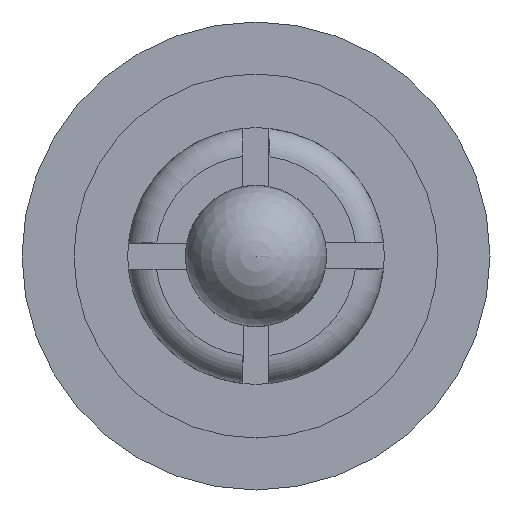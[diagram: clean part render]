
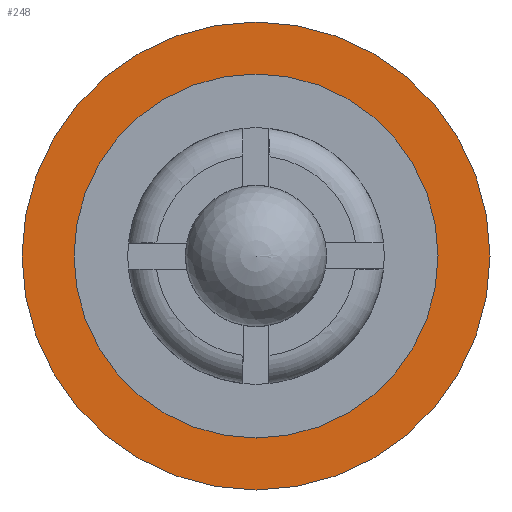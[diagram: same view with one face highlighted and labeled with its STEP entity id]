
A CAD part, front view. The second image highlights one B-rep face of the part: STEP entity #248.
In plain terms, the highlighted planar face has unit normal (0, -1, 0).
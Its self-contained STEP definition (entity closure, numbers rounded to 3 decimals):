
#47 = EDGE_CURVE ( 'NONE', #193, #196, #624, .T. ) ;
#154 = ORIENTED_EDGE ( 'NONE', *, *, #247, .T. ) ;
#193 = VERTEX_POINT ( 'NONE', #756 ) ;
#195 = EDGE_CURVE ( 'NONE', #196, #193, #755, .T. ) ;
#196 = VERTEX_POINT ( 'NONE', #750 ) ;
#205 = VERTEX_POINT ( 'NONE', #727 ) ;
#207 = EDGE_CURVE ( 'NONE', #208, #205, #726, .T. ) ;
#208 = VERTEX_POINT ( 'NONE', #721 ) ;
#247 = EDGE_CURVE ( 'NONE', #205, #208, #1139, .T. ) ;
#248 = ADVANCED_FACE ( 'NONE', ( #1134, #1133 ), #1132, .T. ) ;
#249 = EDGE_LOOP ( 'NONE', ( #250, #251 ) ) ;
#250 = ORIENTED_EDGE ( 'NONE', *, *, #195, .T. ) ;
#251 = ORIENTED_EDGE ( 'NONE', *, *, #47, .T. ) ;
#621 = DIRECTION ( 'NONE',  ( 0., 0., -1. ) ) ;
#622 = DIRECTION ( 'NONE',  ( 0., 1., 0. ) ) ;
#623 = AXIS2_PLACEMENT_3D ( 'NONE', #642, #622, #621 ) ;
#624 = CIRCLE ( 'NONE', #623, 2.489 ) ;
#627 = EDGE_LOOP ( 'NONE', ( #628, #154 ) ) ;
#628 = ORIENTED_EDGE ( 'NONE', *, *, #207, .T. ) ;
#642 = CARTESIAN_POINT ( 'NONE',  ( -0.085, 7.568, -0.113 ) ) ;
#721 = CARTESIAN_POINT ( 'NONE',  ( -0.085, 7.568, -3.314 ) ) ;
#722 = DIRECTION ( 'NONE',  ( 0., 0., -1. ) ) ;
#723 = DIRECTION ( 'NONE',  ( 0., -1., 0. ) ) ;
#724 = CARTESIAN_POINT ( 'NONE',  ( -0.085, 7.568, -0.113 ) ) ;
#725 = AXIS2_PLACEMENT_3D ( 'NONE', #724, #723, #722 ) ;
#726 = CIRCLE ( 'NONE', #725, 3.2 ) ;
#727 = CARTESIAN_POINT ( 'NONE',  ( -0.085, 7.568, 3.087 ) ) ;
#750 = CARTESIAN_POINT ( 'NONE',  ( -0.085, 7.568, -2.602 ) ) ;
#751 = DIRECTION ( 'NONE',  ( 0., 0., -1. ) ) ;
#752 = DIRECTION ( 'NONE',  ( 0., 1., 0. ) ) ;
#753 = CARTESIAN_POINT ( 'NONE',  ( -0.085, 7.568, -0.113 ) ) ;
#754 = AXIS2_PLACEMENT_3D ( 'NONE', #753, #752, #751 ) ;
#755 = CIRCLE ( 'NONE', #754, 2.489 ) ;
#756 = CARTESIAN_POINT ( 'NONE',  ( -0.085, 7.568, 2.376 ) ) ;
#1127 = DIRECTION ( 'NONE',  ( 0., 0., -1. ) ) ;
#1128 = DIRECTION ( 'NONE',  ( 0., -1., 0. ) ) ;
#1129 = CARTESIAN_POINT ( 'NONE',  ( 3.115, 7.568, -0.113 ) ) ;
#1131 = AXIS2_PLACEMENT_3D ( 'NONE', #1129, #1128, #1127 ) ;
#1132 = PLANE ( 'NONE',  #1131 ) ;
#1133 = FACE_OUTER_BOUND ( 'NONE', #627, .T. ) ;
#1134 = FACE_BOUND ( 'NONE', #249, .T. ) ;
#1135 = DIRECTION ( 'NONE',  ( 0., 0., -1. ) ) ;
#1136 = DIRECTION ( 'NONE',  ( 0., -1., 0. ) ) ;
#1137 = CARTESIAN_POINT ( 'NONE',  ( -0.085, 7.568, -0.113 ) ) ;
#1138 = AXIS2_PLACEMENT_3D ( 'NONE', #1137, #1136, #1135 ) ;
#1139 = CIRCLE ( 'NONE', #1138, 3.2 ) ;
